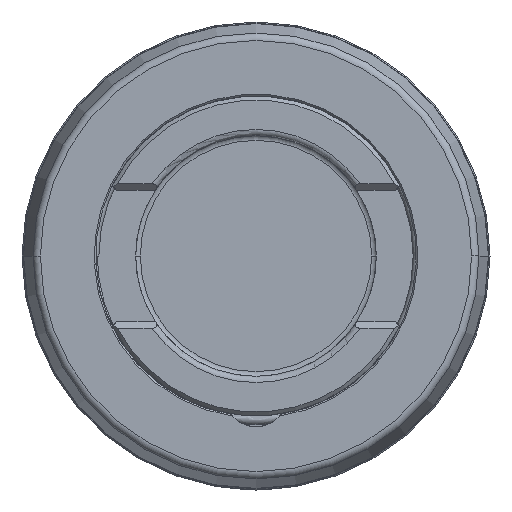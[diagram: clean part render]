
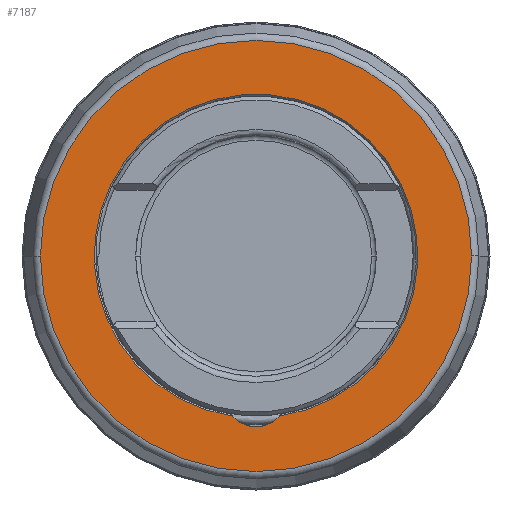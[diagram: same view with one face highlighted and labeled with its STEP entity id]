
A CAD part, front view. The second image highlights one B-rep face of the part: STEP entity #7187.
In plain terms, the highlighted planar face has unit normal (0, -1, 0).
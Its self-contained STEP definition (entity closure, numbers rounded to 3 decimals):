
#1913=CARTESIAN_POINT('',(0.,-13.5,0.));
#1914=DIRECTION('',(0.,1.,0.));
#1915=DIRECTION('',(-1.,0.,0.));
#1916=AXIS2_PLACEMENT_3D('',#1913,#1914,#1915);
#1928=CARTESIAN_POINT('',(0.,-13.5,0.));
#1929=DIRECTION('',(0.,1.,0.));
#1930=DIRECTION('',(1.,0.,0.));
#1931=AXIS2_PLACEMENT_3D('',#1928,#1929,#1930);
#1938=CARTESIAN_POINT('',(0.,-13.5,-18.));
#1939=DIRECTION('',(0.,-1.,0.));
#1940=DIRECTION('',(-0.753,0.,-0.658));
#1941=AXIS2_PLACEMENT_3D('',#1938,#1939,#1940);
#1943=CARTESIAN_POINT('',(0.,-13.5,0.));
#1944=DIRECTION('',(0.,1.,0.));
#1945=DIRECTION('',(-0.144,0.,-0.99));
#1946=AXIS2_PLACEMENT_3D('',#1943,#1944,#1945);
#3594=CARTESIAN_POINT('',(-27.779,-13.5,0.));
#3595=CARTESIAN_POINT('',(27.779,-13.5,0.));
#3596=VERTEX_POINT('',#3594);
#3597=VERTEX_POINT('',#3595);
#3624=CARTESIAN_POINT('',(-3.013,-13.5,-20.631));
#3625=CARTESIAN_POINT('',(3.013,-13.5,-20.631));
#3626=VERTEX_POINT('',#3624);
#3627=VERTEX_POINT('',#3625);
#7172=CARTESIAN_POINT('',(0.,-13.5,0.));
#7173=DIRECTION('',(0.,-1.,0.));
#7174=DIRECTION('',(-1.,0.,0.));
#7175=AXIS2_PLACEMENT_3D('',#7172,#7173,#7174);
#7176=PLANE('',#7175);
#7177=ORIENTED_EDGE('',*,*,#7152,.T.);
#7178=ORIENTED_EDGE('',*,*,#7166,.T.);
#7179=EDGE_LOOP('',(#7177,#7178));
#7180=FACE_OUTER_BOUND('',#7179,.F.);
#7182=ORIENTED_EDGE('',*,*,#7181,.T.);
#7184=ORIENTED_EDGE('',*,*,#7183,.F.);
#7185=EDGE_LOOP('',(#7182,#7184));
#7186=FACE_BOUND('',#7185,.F.);
#7187=ADVANCED_FACE('',(#7180,#7186),#7176,.T.);
#1917=CIRCLE('',#1916,27.779);
#1932=CIRCLE('',#1931,27.779);
#1942=CIRCLE('',#1941,4.);
#1947=CIRCLE('',#1946,20.85);
#7152=EDGE_CURVE('',#3596,#3597,#1917,.T.);
#7166=EDGE_CURVE('',#3597,#3596,#1932,.T.);
#7181=EDGE_CURVE('',#3626,#3627,#1942,.T.);
#7183=EDGE_CURVE('',#3626,#3627,#1947,.T.);
